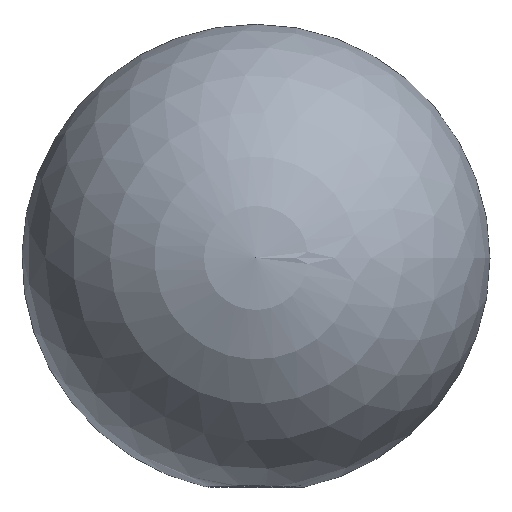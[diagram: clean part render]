
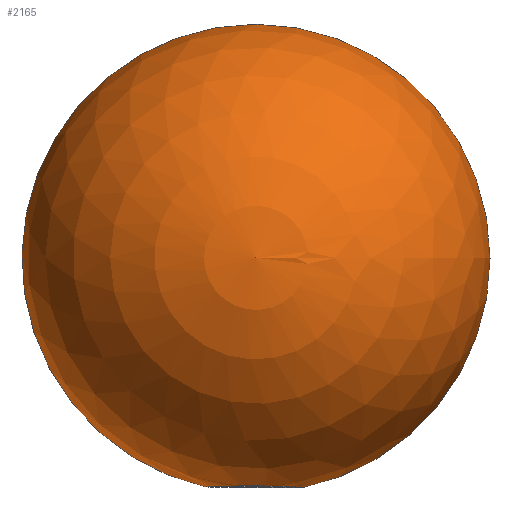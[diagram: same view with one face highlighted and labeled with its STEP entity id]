
A CAD part, top view. The second image highlights one B-rep face of the part: STEP entity #2165.
In plain terms, the highlighted spherical face has radius 20 mm.
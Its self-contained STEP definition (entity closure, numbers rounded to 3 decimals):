
#61 = FACE_OUTER_BOUND ( 'NONE', #1526, .T. ) ;
#72 = CARTESIAN_POINT ( 'NONE',  ( -3.241, -19.495, 3.104 ) ) ;
#122 = CARTESIAN_POINT ( 'NONE',  ( 4.02, -19.577, 0.87 ) ) ;
#149 = ORIENTED_EDGE ( 'NONE', *, *, #318, .F. ) ;
#175 = ORIENTED_EDGE ( 'NONE', *, *, #1291, .T. ) ;
#238 = CARTESIAN_POINT ( 'NONE',  ( -1.637, -19.478, 4.247 ) ) ;
#256 = CARTESIAN_POINT ( 'NONE',  ( 0., 0., 0. ) ) ;
#289 = SPHERICAL_SURFACE ( 'NONE', #1049, 20. ) ;
#296 = CARTESIAN_POINT ( 'NONE',  ( -1.354, -19.478, 4.345 ) ) ;
#302 = CARTESIAN_POINT ( 'NONE',  ( 0., 0., 0. ) ) ;
#318 = EDGE_CURVE ( 'NONE', #411, #1738, #1985, .T. ) ;
#325 = CARTESIAN_POINT ( 'NONE',  ( 0., 0., 0. ) ) ;
#339 = CARTESIAN_POINT ( 'NONE',  ( -3.505, -19.499, 2.775 ) ) ;
#353 = CARTESIAN_POINT ( 'NONE',  ( -4.076, -19.512, 1.651 ) ) ;
#376 = CARTESIAN_POINT ( 'NONE',  ( 2.803, -19.514, 3.377 ) ) ;
#379 = CIRCLE ( 'NONE', #2529, 20. ) ;
#411 = VERTEX_POINT ( 'NONE', #578 ) ;
#491 = CARTESIAN_POINT ( 'NONE',  ( 0.107, -19.478, 4.55 ) ) ;
#503 = AXIS2_PLACEMENT_3D ( 'NONE', #256, #1864, #2288 ) ;
#524 = DIRECTION ( 'NONE',  ( 0., 0., -1. ) ) ;
#578 = CARTESIAN_POINT ( 'NONE',  ( -1.908, -19.478, 4.121 ) ) ;
#602 = CARTESIAN_POINT ( 'NONE',  ( -4.326, -19.527, 0.209 ) ) ;
#795 = CARTESIAN_POINT ( 'NONE',  ( 1.95, -19.488, 4.057 ) ) ;
#879 = CARTESIAN_POINT ( 'NONE',  ( -3.825, -19.505, 2.23 ) ) ;
#936 = B_SPLINE_CURVE_WITH_KNOTS ( 'NONE', 3,
 ( #1131, #1934, #122, #942, #2567, #1591, #2591, #1800, #376, #1372, #2603, #795, #1578, #2211 ),
 .UNSPECIFIED., .F., .F.,
 ( 4, 2, 2, 2, 2, 2, 4 ),
 ( 0., 0.001, 0.003, 0.003, 0.004, 0.005, 0.005 ),
 .UNSPECIFIED. ) ;
#942 = CARTESIAN_POINT ( 'NONE',  ( 3.835, -19.558, 1.728 ) ) ;
#1029 = CARTESIAN_POINT ( 'NONE',  ( -4.32, -19.525, 0.418 ) ) ;
#1049 = AXIS2_PLACEMENT_3D ( 'NONE', #302, #1283, #2477 ) ;
#1095 = CARTESIAN_POINT ( 'NONE',  ( -1.908, -19.478, 4.121 ) ) ;
#1097 = CARTESIAN_POINT ( 'NONE',  ( 1.565, -19.478, 4.263 ) ) ;
#1104 = CARTESIAN_POINT ( 'NONE',  ( -1.908, -19.478, 4.121 ) ) ;
#1131 = CARTESIAN_POINT ( 'NONE',  ( 4., -19.596, 0. ) ) ;
#1162 = CARTESIAN_POINT ( 'NONE',  ( -4.141, -19.514, 1.453 ) ) ;
#1264 = CARTESIAN_POINT ( 'NONE',  ( -0.775, -19.478, 4.485 ) ) ;
#1283 = DIRECTION ( 'NONE',  ( 0., 0., -1. ) ) ;
#1291 = EDGE_CURVE ( 'NONE', #1892, #2358, #2439, .T. ) ;
#1355 = B_SPLINE_CURVE_WITH_KNOTS ( 'NONE', 3,
 ( #1695, #2499, #1668, #2301, #491, #1457, #1264, #296, #238, #1104 ),
 .UNSPECIFIED., .F., .F.,
 ( 4, 2, 2, 2, 4 ),
 ( 0., 0.001, 0.002, 0.003, 0.004 ),
 .UNSPECIFIED. ) ;
#1361 = CARTESIAN_POINT ( 'NONE',  ( -2.626, -19.486, 3.684 ) ) ;
#1372 = CARTESIAN_POINT ( 'NONE',  ( 2.482, -19.504, 3.673 ) ) ;
#1385 = ORIENTED_EDGE ( 'NONE', *, *, #1689, .F. ) ;
#1457 = CARTESIAN_POINT ( 'NONE',  ( -0.483, -19.478, 4.525 ) ) ;
#1469 = CARTESIAN_POINT ( 'NONE',  ( 4., -19.596, 0. ) ) ;
#1526 = EDGE_LOOP ( 'NONE', ( #1385, #149, #1989, #2331, #175 ) ) ;
#1530 = EDGE_CURVE ( 'NONE', #1892, #2187, #936, .T. ) ;
#1578 = CARTESIAN_POINT ( 'NONE',  ( 1.762, -19.483, 4.167 ) ) ;
#1591 = CARTESIAN_POINT ( 'NONE',  ( 3.349, -19.533, 2.702 ) ) ;
#1668 = CARTESIAN_POINT ( 'NONE',  ( 0.994, -19.478, 4.441 ) ) ;
#1686 = CARTESIAN_POINT ( 'NONE',  ( -4.242, -19.518, 1.046 ) ) ;
#1689 = EDGE_CURVE ( 'NONE', #1738, #2358, #379, .T. ) ;
#1695 = CARTESIAN_POINT ( 'NONE',  ( 1.565, -19.478, 4.263 ) ) ;
#1738 = VERTEX_POINT ( 'NONE', #1923 ) ;
#1800 = CARTESIAN_POINT ( 'NONE',  ( 2.951, -19.519, 3.219 ) ) ;
#1864 = DIRECTION ( 'NONE',  ( 0., 0., 1. ) ) ;
#1882 = CARTESIAN_POINT ( 'NONE',  ( -2.284, -19.482, 3.926 ) ) ;
#1892 = VERTEX_POINT ( 'NONE', #1469 ) ;
#1923 = CARTESIAN_POINT ( 'NONE',  ( -4.316, -19.529, 0. ) ) ;
#1924 = CARTESIAN_POINT ( 'NONE',  ( 0., 20., 0. ) ) ;
#1934 = CARTESIAN_POINT ( 'NONE',  ( 4.044, -19.587, 0.437 ) ) ;
#1985 = B_SPLINE_CURVE_WITH_KNOTS ( 'NONE', 3,
 ( #1095, #1882, #1361, #72, #339, #879, #2164, #353, #1162, #1686, #2431, #1029, #602, #2418 ),
 .UNSPECIFIED., .F., .F.,
 ( 4, 2, 2, 2, 2, 2, 4 ),
 ( 0., 0.001, 0.003, 0.003, 0.004, 0.004, 0.005 ),
 .UNSPECIFIED. ) ;
#1989 = ORIENTED_EDGE ( 'NONE', *, *, #2578, .F. ) ;
#2164 = CARTESIAN_POINT ( 'NONE',  ( -3.918, -19.507, 2.039 ) ) ;
#2165 = ADVANCED_FACE ( 'NONE', ( #61 ), #289, .T. ) ;
#2187 = VERTEX_POINT ( 'NONE', #1097 ) ;
#2211 = CARTESIAN_POINT ( 'NONE',  ( 1.565, -19.478, 4.263 ) ) ;
#2288 = DIRECTION ( 'NONE',  ( 1., 0., 0. ) ) ;
#2301 = CARTESIAN_POINT ( 'NONE',  ( 0.407, -19.478, 4.533 ) ) ;
#2331 = ORIENTED_EDGE ( 'NONE', *, *, #1530, .F. ) ;
#2332 = DIRECTION ( 'NONE',  ( -1., 0., 0. ) ) ;
#2358 = VERTEX_POINT ( 'NONE', #1924 ) ;
#2418 = CARTESIAN_POINT ( 'NONE',  ( -4.316, -19.529, 0. ) ) ;
#2431 = CARTESIAN_POINT ( 'NONE',  ( -4.278, -19.52, 0.836 ) ) ;
#2439 = CIRCLE ( 'NONE', #503, 20. ) ;
#2477 = DIRECTION ( 'NONE',  ( 1., 0., 0. ) ) ;
#2499 = CARTESIAN_POINT ( 'NONE',  ( 1.284, -19.478, 4.366 ) ) ;
#2529 = AXIS2_PLACEMENT_3D ( 'NONE', #325, #524, #2332 ) ;
#2567 = CARTESIAN_POINT ( 'NONE',  ( 3.678, -19.548, 2.134 ) ) ;
#2578 = EDGE_CURVE ( 'NONE', #2187, #411, #1355, .T. ) ;
#2591 = CARTESIAN_POINT ( 'NONE',  ( 3.224, -19.528, 2.883 ) ) ;
#2603 = CARTESIAN_POINT ( 'NONE',  ( 2.31, -19.499, 3.81 ) ) ;
